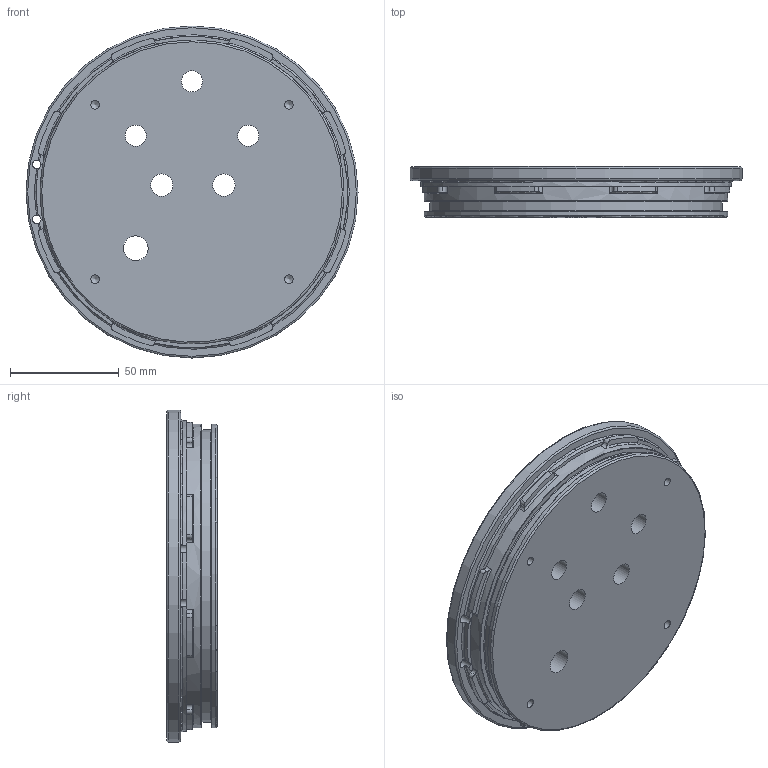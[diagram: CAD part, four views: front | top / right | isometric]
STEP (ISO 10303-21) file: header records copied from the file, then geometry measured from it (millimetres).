
FILE_DESCRIPTION(/* description */ ('ENDCAP, BUOYANCY ENGINE, ELECT'),/* implementation_level */ '2;1');
FILE_NAME(/* name */ 'BD-PRT-0298-0002_RevD.stp',/* time_stamp */ '2020-10-14T08:58:52-04:00',/* author */ ('Jeremy Paulus'),/* organization */ (''),/* preprocessor_version */ 'ST-DEVELOPER v15.2',/* originating_system */ 'Autodesk Inventor 2014',/* authorisation */ '');
FILE_SCHEMA (('AUTOMOTIVE_DESIGN { 1 0 10303 214 3 1 1 }'));
Length unit declared in the file: inch
Products named in the file (1): BD-PRT-0298-0002
Bounding box: 152.4 x 23.18 x 152.4 mm (x, y, z)
Volume: 286538.4 mm3; surface area: 54877.6 mm2
Topology: 1 solids, 1 shells, 181 faces, 467 edges, 296 vertices
Faces by surface type: cylinder 90, torus 45, plane 42, cone 4
Full cylindrical faces by diameter (mm): 3.962 x6, 9.728 x3, 10.2 x2, 11.328 x1, 22.225 x3, 25.4 x2, 28.575 x1, 134.061 x1, 139.497 x2, 152.4 x1
Entity records: 5789 total; most frequent: CARTESIAN_POINT 1126, DIRECTION 1056, ORIENTED_EDGE 852, AXIS2_PLACEMENT_3D 472, EDGE_CURVE 426, CIRCLE 290, VERTEX_POINT 288, EDGE_LOOP 238
